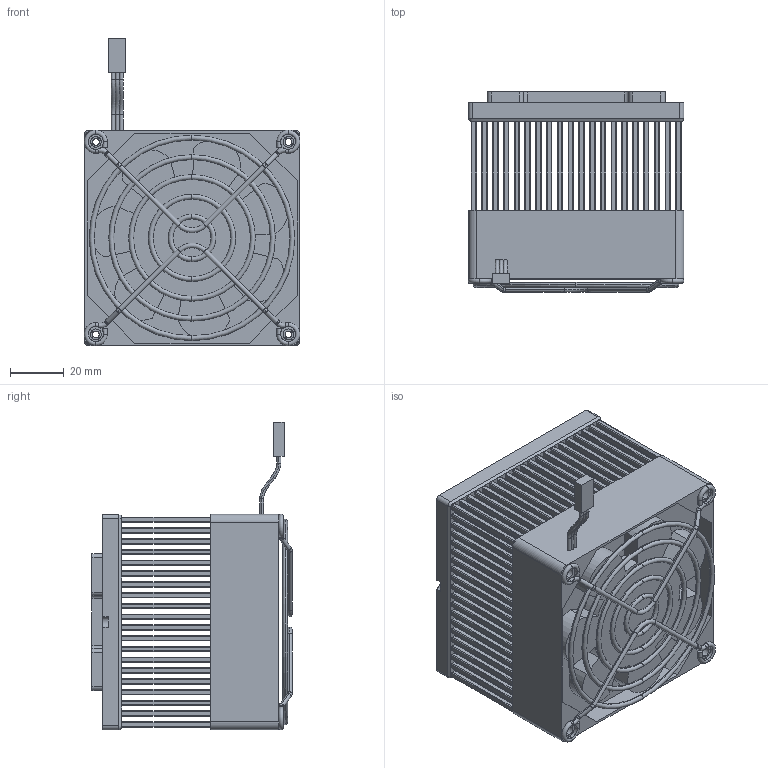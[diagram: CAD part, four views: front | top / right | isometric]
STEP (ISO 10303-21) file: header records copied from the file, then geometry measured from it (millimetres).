
FILE_DESCRIPTION (( 'STEP AP214' ), '1' );
FILE_NAME ('UA-95-1-2, DF.STEP', '2025-09-10T00:18:15', ( '' ), ( '' ), 'SwSTEP 2.0', 'SolidWorks 2021', '' );
FILE_SCHEMA (( 'AUTOMOTIVE_DESIGN' ));
Products named in the file (1): UA-95-1-2, DF
Bounding box: 80.11 x 74.35 x 114.26 mm (x, y, z)
Volume: 251996.7 mm3; surface area: 148112.3 mm2
Topology: 3 solids, 3 shells, 4026 faces, 10653 edges, 7080 vertices
Faces by surface type: plane 2120, cylinder 1778, torus 76, cone 36, bspline 16
Entity records: 128639 total; most frequent: CARTESIAN_POINT 25014, DIRECTION 22247, ORIENTED_EDGE 21306, EDGE_CURVE 10653, AXIS2_PLACEMENT_3D 7739, VERTEX_POINT 7080, LINE 6769, VECTOR 6769
